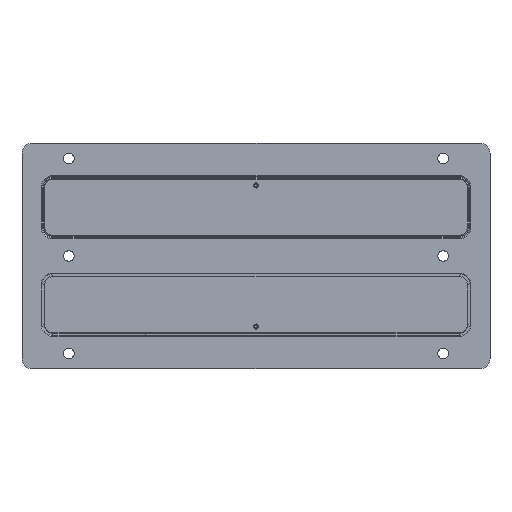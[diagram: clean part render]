
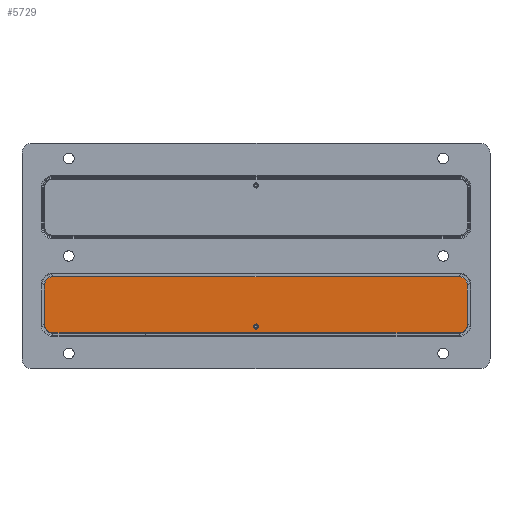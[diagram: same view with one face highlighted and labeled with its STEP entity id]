
A CAD part, front view. The second image highlights one B-rep face of the part: STEP entity #5729.
In plain terms, the highlighted planar face has unit normal (0, -1, 0).
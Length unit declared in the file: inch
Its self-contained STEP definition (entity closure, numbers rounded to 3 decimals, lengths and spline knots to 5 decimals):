
#84 = EDGE_CURVE ( 'NONE', #5357, #8522, #2751, .T. ) ;
#100 = CARTESIAN_POINT ( 'NONE',  ( -10.25, 0., -1.46063 ) ) ;
#214 = EDGE_CURVE ( 'NONE', #5572, #9437, #7345, .T. ) ;
#226 = CIRCLE ( 'NONE', #4714, 0.41094 ) ;
#240 = EDGE_CURVE ( 'NONE', #3468, #5357, #6999, .T. ) ;
#418 = EDGE_CURVE ( 'NONE', #2317, #9049, #3299, .T. ) ;
#465 = CARTESIAN_POINT ( 'NONE',  ( -10.66094, 0., -1.46063 ) ) ;
#526 = DIRECTION ( 'NONE',  ( 0., -1., 0. ) ) ;
#570 = EDGE_CURVE ( 'NONE', #9437, #5572, #6123, .T. ) ;
#792 = ORIENTED_EDGE ( 'NONE', *, *, #7343, .T. ) ;
#1076 = CARTESIAN_POINT ( 'NONE',  ( -5.5625, 0., -3.87157 ) ) ;
#1599 = AXIS2_PLACEMENT_3D ( 'NONE', #5068, #10048, #6519 ) ;
#1725 = ORIENTED_EDGE ( 'NONE', *, *, #214, .T. ) ;
#2167 = CARTESIAN_POINT ( 'NONE',  ( 0., 0., -3.432 ) ) ;
#2227 = DIRECTION ( 'NONE',  ( 0., 0., -1. ) ) ;
#2245 = ORIENTED_EDGE ( 'NONE', *, *, #6917, .T. ) ;
#2274 = LINE ( 'NONE', #5766, #6784 ) ;
#2317 = VERTEX_POINT ( 'NONE', #465 ) ;
#2343 = VERTEX_POINT ( 'NONE', #7385 ) ;
#2354 = CARTESIAN_POINT ( 'NONE',  ( 10.25, 0., -3.46063 ) ) ;
#2517 = ORIENTED_EDGE ( 'NONE', *, *, #8245, .T. ) ;
#2688 = DIRECTION ( 'NONE',  ( 0., 0., -1. ) ) ;
#2738 = CARTESIAN_POINT ( 'NONE',  ( 0., 0., -3.5625 ) ) ;
#2751 = LINE ( 'NONE', #4658, #3748 ) ;
#2789 = EDGE_LOOP ( 'NONE', ( #7006, #1725 ) ) ;
#2893 = AXIS2_PLACEMENT_3D ( 'NONE', #7331, #526, #6389 ) ;
#3225 = LINE ( 'NONE', #4868, #5260 ) ;
#3299 = LINE ( 'NONE', #6741, #7537 ) ;
#3389 = CARTESIAN_POINT ( 'NONE',  ( -10.25, 0., -1.04969 ) ) ;
#3468 = VERTEX_POINT ( 'NONE', #9612 ) ;
#3694 = VERTEX_POINT ( 'NONE', #7364 ) ;
#3748 = VECTOR ( 'NONE', #7251, 39.37008 ) ;
#3980 = EDGE_CURVE ( 'NONE', #4670, #2317, #11056, .T. ) ;
#4068 = ORIENTED_EDGE ( 'NONE', *, *, #9710, .T. ) ;
#4111 = CARTESIAN_POINT ( 'NONE',  ( -10.66094, 0., -3.46063 ) ) ;
#4196 = PLANE ( 'NONE',  #7027 ) ;
#4625 = DIRECTION ( 'NONE',  ( 1., 0., 0. ) ) ;
#4645 = DIRECTION ( 'NONE',  ( 0., 1., 0. ) ) ;
#4658 = CARTESIAN_POINT ( 'NONE',  ( 10.66094, 0., 0. ) ) ;
#4670 = VERTEX_POINT ( 'NONE', #3389 ) ;
#4691 = ORIENTED_EDGE ( 'NONE', *, *, #418, .T. ) ;
#4714 = AXIS2_PLACEMENT_3D ( 'NONE', #8576, #5048, #11107 ) ;
#4764 = DIRECTION ( 'NONE',  ( 0., 0., -1. ) ) ;
#4868 = CARTESIAN_POINT ( 'NONE',  ( 0., 0., -1.04969 ) ) ;
#5038 = CARTESIAN_POINT ( 'NONE',  ( 0., 0., 0. ) ) ;
#5040 = DIRECTION ( 'NONE',  ( -1., 0., 0. ) ) ;
#5048 = DIRECTION ( 'NONE',  ( 0., -1., 0. ) ) ;
#5068 = CARTESIAN_POINT ( 'NONE',  ( 0., 0., -3.5625 ) ) ;
#5260 = VECTOR ( 'NONE', #5040, 39.37008 ) ;
#5306 = ORIENTED_EDGE ( 'NONE', *, *, #3980, .T. ) ;
#5357 = VERTEX_POINT ( 'NONE', #6067 ) ;
#5572 = VERTEX_POINT ( 'NONE', #2167 ) ;
#5707 = CARTESIAN_POINT ( 'NONE',  ( 10.66094, 0., -1.46063 ) ) ;
#5729 = ADVANCED_FACE ( 'NONE', ( #9248, #5886 ), #4196, .T. ) ;
#5766 = CARTESIAN_POINT ( 'NONE',  ( 0., 0., -3.87157 ) ) ;
#5863 = EDGE_LOOP ( 'NONE', ( #4068, #10586, #10677, #7631, #2517, #2245, #5306, #4691, #792 ) ) ;
#5886 = FACE_OUTER_BOUND ( 'NONE', #5863, .T. ) ;
#5904 = DIRECTION ( 'NONE',  ( 0., 0., -1. ) ) ;
#6067 = CARTESIAN_POINT ( 'NONE',  ( 10.66094, 0., -3.46063 ) ) ;
#6123 = CIRCLE ( 'NONE', #7017, 0.1305 ) ;
#6182 = DIRECTION ( 'NONE',  ( 0., 0., -1. ) ) ;
#6220 = AXIS2_PLACEMENT_3D ( 'NONE', #100, #8536, #2688 ) ;
#6389 = DIRECTION ( 'NONE',  ( 0., 0., -1. ) ) ;
#6519 = DIRECTION ( 'NONE',  ( 0., 0., -1. ) ) ;
#6585 = VECTOR ( 'NONE', #4625, 39.37008 ) ;
#6741 = CARTESIAN_POINT ( 'NONE',  ( -10.66094, 0., 0. ) ) ;
#6784 = VECTOR ( 'NONE', #9075, 39.37008 ) ;
#6917 = EDGE_CURVE ( 'NONE', #2343, #4670, #3225, .T. ) ;
#6999 = CIRCLE ( 'NONE', #9323, 0.41094 ) ;
#7006 = ORIENTED_EDGE ( 'NONE', *, *, #570, .T. ) ;
#7017 = AXIS2_PLACEMENT_3D ( 'NONE', #2738, #4645, #6182 ) ;
#7027 = AXIS2_PLACEMENT_3D ( 'NONE', #5038, #8458, #2227 ) ;
#7251 = DIRECTION ( 'NONE',  ( 0., 0., 1. ) ) ;
#7268 = LINE ( 'NONE', #10007, #6585 ) ;
#7331 = CARTESIAN_POINT ( 'NONE',  ( -10.25, 0., -3.46063 ) ) ;
#7343 = EDGE_CURVE ( 'NONE', #9049, #3694, #9747, .T. ) ;
#7345 = CIRCLE ( 'NONE', #1599, 0.1305 ) ;
#7364 = CARTESIAN_POINT ( 'NONE',  ( -10.25, 0., -3.87157 ) ) ;
#7385 = CARTESIAN_POINT ( 'NONE',  ( 10.25, 0., -1.04969 ) ) ;
#7537 = VECTOR ( 'NONE', #5904, 39.37008 ) ;
#7631 = ORIENTED_EDGE ( 'NONE', *, *, #84, .T. ) ;
#7744 = CARTESIAN_POINT ( 'NONE',  ( 0., 0., -3.693 ) ) ;
#8245 = EDGE_CURVE ( 'NONE', #8522, #2343, #226, .T. ) ;
#8458 = DIRECTION ( 'NONE',  ( 0., -1., 0. ) ) ;
#8522 = VERTEX_POINT ( 'NONE', #5707 ) ;
#8536 = DIRECTION ( 'NONE',  ( 0., -1., 0. ) ) ;
#8576 = CARTESIAN_POINT ( 'NONE',  ( 10.25, 0., -1.46063 ) ) ;
#8829 = VERTEX_POINT ( 'NONE', #1076 ) ;
#8909 = EDGE_CURVE ( 'NONE', #8829, #3468, #7268, .T. ) ;
#9049 = VERTEX_POINT ( 'NONE', #4111 ) ;
#9075 = DIRECTION ( 'NONE',  ( 1., 0., 0. ) ) ;
#9248 = FACE_BOUND ( 'NONE', #2789, .T. ) ;
#9323 = AXIS2_PLACEMENT_3D ( 'NONE', #2354, #10887, #4764 ) ;
#9437 = VERTEX_POINT ( 'NONE', #7744 ) ;
#9612 = CARTESIAN_POINT ( 'NONE',  ( 10.25, 0., -3.87157 ) ) ;
#9710 = EDGE_CURVE ( 'NONE', #3694, #8829, #2274, .T. ) ;
#9747 = CIRCLE ( 'NONE', #2893, 0.41094 ) ;
#10007 = CARTESIAN_POINT ( 'NONE',  ( 0., 0., -3.87157 ) ) ;
#10048 = DIRECTION ( 'NONE',  ( 0., 1., 0. ) ) ;
#10586 = ORIENTED_EDGE ( 'NONE', *, *, #8909, .T. ) ;
#10677 = ORIENTED_EDGE ( 'NONE', *, *, #240, .T. ) ;
#10887 = DIRECTION ( 'NONE',  ( 0., -1., 0. ) ) ;
#11056 = CIRCLE ( 'NONE', #6220, 0.41094 ) ;
#11107 = DIRECTION ( 'NONE',  ( 0., 0., -1. ) ) ;
